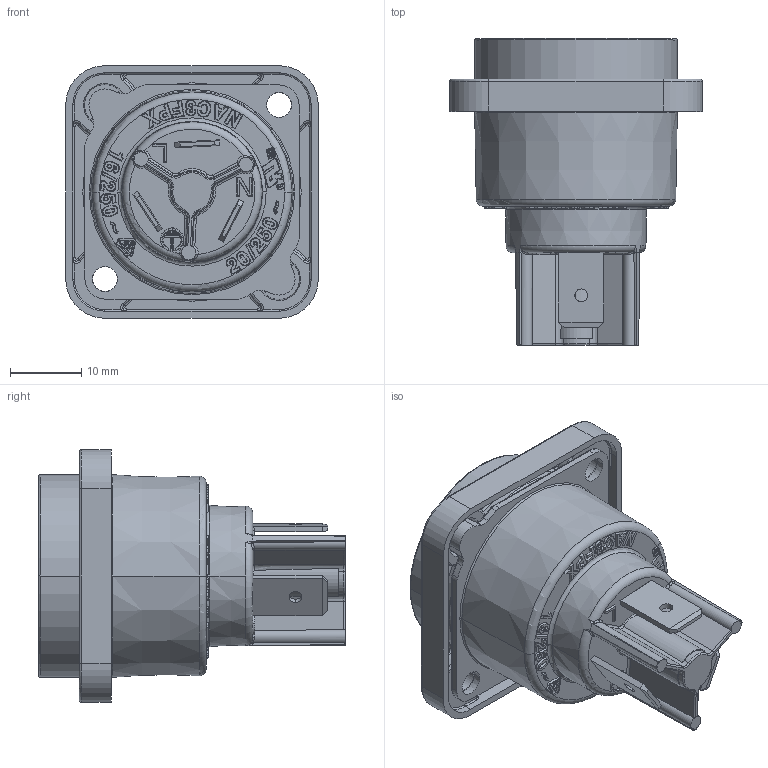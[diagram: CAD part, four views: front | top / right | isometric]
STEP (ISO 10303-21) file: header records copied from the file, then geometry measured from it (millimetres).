
FILE_DESCRIPTION((''),'2;1');
FILE_NAME('MOD00005548','2021-09-21T16:35:37',('thomas.schmiedl'),(''),'CREO PARAMETRIC BY PTC INC, 2019080','CREO PARAMETRIC BY PTC INC, 2019080','');
FILE_SCHEMA(('CONFIG_CONTROL_DESIGN'));
Length unit declared in the file: millimetre
Products named in the file (1): MOD00005548
Bounding box: 35.4 x 43 x 35.4 mm (x, y, z)
Volume: 16466.8 mm3; surface area: 9883.1 mm2
Topology: 1 solids, 4 shells, 1783 faces, 4704 edges, 2997 vertices
Faces by surface type: plane 782, bspline 427, cylinder 244, torus 115, extrusion 103, cone 99, sphere 13
Entity records: 65854 total; most frequent: CARTESIAN_POINT 25352, ORIENTED_EDGE 9390, DIRECTION 6794, EDGE_CURVE 4695, VERTEX_POINT 2997, VECTOR 2466, LINE 2363, AXIS2_PLACEMENT_3D 2164
